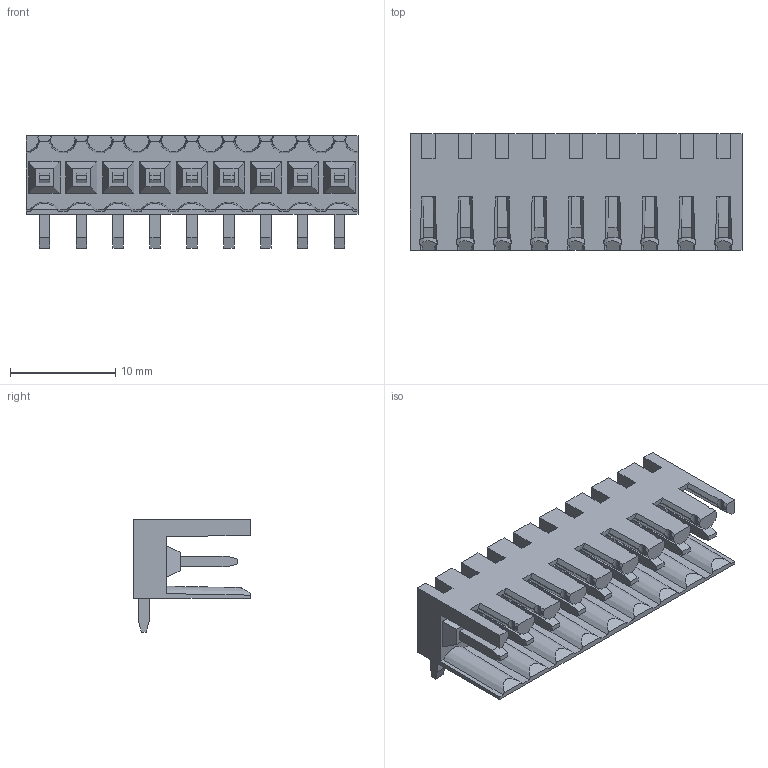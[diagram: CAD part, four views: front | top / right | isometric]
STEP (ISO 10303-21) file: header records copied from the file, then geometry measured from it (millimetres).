
FILE_DESCRIPTION(('CATIA V5 STEP Exchange','CAx-IF Rec.Pracs.--- Model Styling and Organization---1.2---2011-12-15'),'2;1');
FILE_NAME ('D1453052_0_1597280000_1597280000.stp','2018-10-10T05:27:20+00:00',('none'),('Weidmueller'),'CATIA Version 5-6 Release 2014','CATIA V5 STEP AP214','none');
FILE_SCHEMA(('AUTOMOTIVE_DESIGN { 1 0 10303 214 1 1 1 1 }'));
Length unit declared in the file: millimetre
Products named in the file (1): 1597280000
Bounding box: 31.5 x 11.05 x 10.65 mm (x, y, z)
Volume: 1138 mm3; surface area: 2746.1 mm2
Topology: 10 solids, 10 shells, 559 faces, 1647 edges, 1108 vertices
Faces by surface type: plane 460, cylinder 72, cone 27
Entity records: 17381 total; most frequent: CARTESIAN_POINT 4005, ORIENTED_EDGE 3294, DIRECTION 1952, EDGE_CURVE 1647, VECTOR 1168, LINE 1168, VERTEX_POINT 1108, EDGE_LOOP 577
